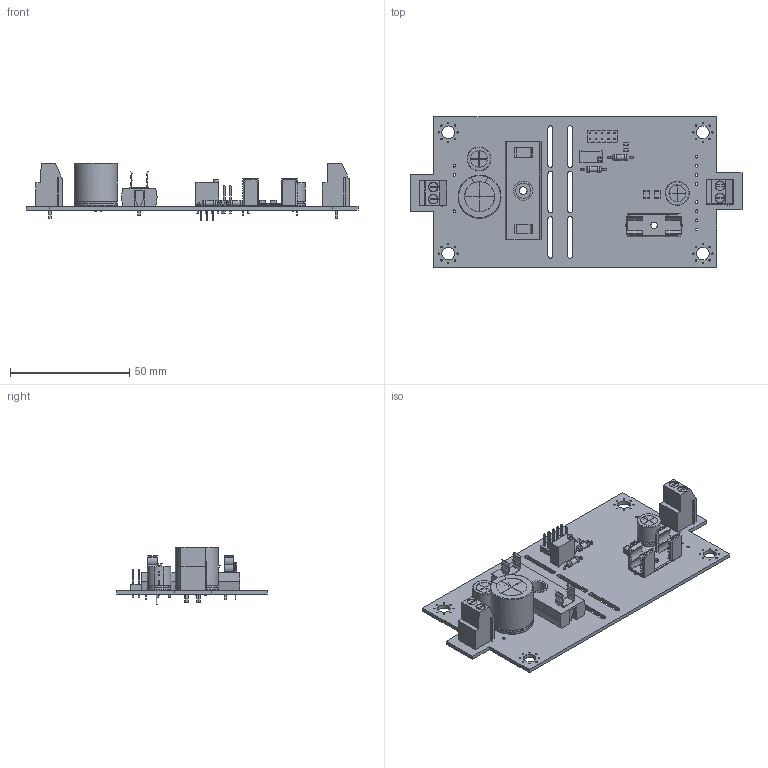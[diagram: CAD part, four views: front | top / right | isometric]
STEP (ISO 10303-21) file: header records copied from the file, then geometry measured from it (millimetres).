
FILE_DESCRIPTION(('KiCad electronic assembly'),'2;1');
FILE_NAME('DC_DC Converter circuit_2.step','2021-06-13T21:51:46',( 'An Author'),('A Company'),'Open CASCADE STEP processor 6.9', 'KiCad to STEP converter','Unknown');
FILE_SCHEMA(('AUTOMOTIVE_DESIGN { 1 0 10303 214 1 1 1 1 }'));
Length unit declared in the file: millimetre
Products named in the file (24): Open CASCADE STEP translator 6.9 1; Fuseholder_Cylinder-6.3x32mm_Schurter_0031-8002_Horizontal_Open; SOLID; Potentiometer_Bourns_3296W_Vertical; Fuseholder_Cylinder-5x20mm_Schurter_0031_8201_Horizontal_Open; PinHeader_2x05_P2.54mm_Vertical; TerminalBlock_Phoenix_MKDS-3-2-5.08_1x02_P5.08mm_Horizontal; CP_Radial_D18.0mm_P7.50mm; CP_Radial_D10.0mm_P5.00mm; R_0805_2012Metric; R_Axial_DIN0207_L6.3mm_D2.5mm_P10.16mm_Horizontal; CP_Radial_D10.0mm_P2.50mm; C_1210_3225Metric; COMPOUND
Assembly tree (27 placements, depth 3):
  Open CASCADE STEP translator 6.9 1
    Fuseholder_Cylinder-6.3x32mm_Schurter_0031-8002_Horizontal_Open
      SOLID
    Potentiometer_Bourns_3296W_Vertical
      SOLID
    Fuseholder_Cylinder-5x20mm_Schurter_0031_8201_Horizontal_Open
      SOLID
    PinHeader_2x05_P2.54mm_Vertical
      SOLID
    TerminalBlock_Phoenix_MKDS-3-2-5.08_1x02_P5.08mm_Horizontal  x2
      SOLID
    CP_Radial_D18.0mm_P7.50mm
      SOLID
    CP_Radial_D10.0mm_P5.00mm
      SOLID
    R_0805_2012Metric  x2
      SOLID
    R_Axial_DIN0207_L6.3mm_D2.5mm_P10.16mm_Horizontal  x2
      SOLID
    CP_Radial_D10.0mm_P2.50mm
      SOLID
    C_1210_3225Metric  x2
      SOLID
    COMPOUND
Bounding box: 139 x 63 x 24.02 mm (x, y, z)
Volume: 26411.2 mm3; surface area: 28266 mm2
Topology: 16 solids, 19 shells, 1088 faces, 2790 edges, 1802 vertices
Faces by surface type: plane 752, cylinder 275, bspline 35, torus 14, revolution 12
Full cylindrical faces by diameter (mm): 0.002 x1, 0.5 x2, 0.51 x3, 0.6 x40, 0.7 x2, 0.8 x9, 0.9 x2, 1 x12, 1.2 x2, 1.3 x8, 2.19 x1, 2.25 x2, 2.5 x4, 2.7 x2, 3.2 x2, 3.8 x4, 4 x4, 5.3 x4, 6.3 x1, 8 x1
Entity records: 70563 total; most frequent: CARTESIAN_POINT 16464, DIRECTION 9089, LINE 5715, VECTOR 5715, ORIENTED_EDGE 4738, PCURVE 4738, DEFINITIONAL_REPRESENTATION 4738, EDGE_CURVE 2369
